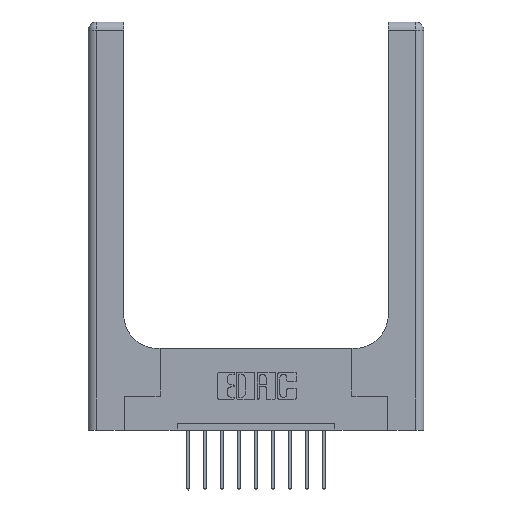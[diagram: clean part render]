
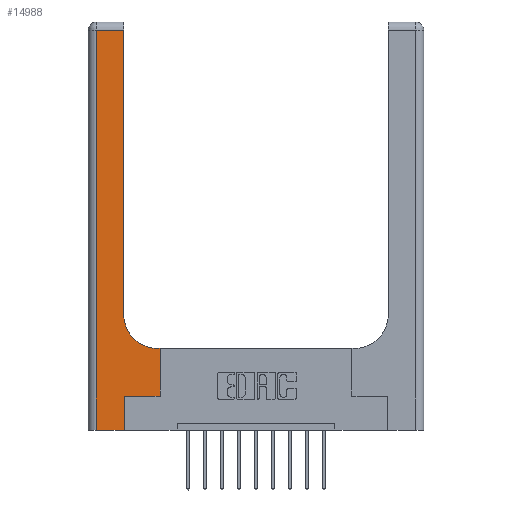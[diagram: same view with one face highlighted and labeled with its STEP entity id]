
A CAD part, top view. The second image highlights one B-rep face of the part: STEP entity #14988.
In plain terms, the highlighted planar face has unit normal (0, 0, 1).
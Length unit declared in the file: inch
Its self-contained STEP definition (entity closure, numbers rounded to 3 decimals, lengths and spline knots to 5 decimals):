
#178 = DIRECTION ( 'NONE',  ( -1., 0., 0. ) ) ;
#217 = CARTESIAN_POINT ( 'NONE',  ( 0.51, 0.85, 0.37 ) ) ;
#401 = DIRECTION ( 'NONE',  ( 1., 0., 0. ) ) ;
#556 = LINE ( 'NONE', #1868, #9584 ) ;
#612 = EDGE_CURVE ( 'NONE', #7554, #1066, #556, .T. ) ;
#764 = CARTESIAN_POINT ( 'NONE',  ( 0., 2.94, 0.37 ) ) ;
#814 = LINE ( 'NONE', #995, #2077 ) ;
#995 = CARTESIAN_POINT ( 'NONE',  ( 0.26, 0.6, 0.37 ) ) ;
#1066 = VERTEX_POINT ( 'NONE', #10272 ) ;
#1246 = CARTESIAN_POINT ( 'NONE',  ( 0.06, 3., 0.37 ) ) ;
#1724 = CARTESIAN_POINT ( 'NONE',  ( 0.06, 2.94, 0.37 ) ) ;
#1868 = CARTESIAN_POINT ( 'NONE',  ( 0.528, 0.25, 0.37 ) ) ;
#1953 = ORIENTED_EDGE ( 'NONE', *, *, #5606, .T. ) ;
#2077 = VECTOR ( 'NONE', #13753, 39.37008 ) ;
#2338 = EDGE_CURVE ( 'NONE', #8178, #10141, #12286, .T. ) ;
#2690 = ORIENTED_EDGE ( 'NONE', *, *, #12591, .T. ) ;
#2958 = EDGE_CURVE ( 'NONE', #13254, #10649, #13711, .T. ) ;
#3148 = EDGE_LOOP ( 'NONE', ( #1953, #5270, #2690, #9276, #11999, #3275, #8473, #7476, #7563 ) ) ;
#3149 = VECTOR ( 'NONE', #14711, 39.37008 ) ;
#3151 = VERTEX_POINT ( 'NONE', #8319 ) ;
#3275 = ORIENTED_EDGE ( 'NONE', *, *, #11616, .T. ) ;
#3510 = DIRECTION ( 'NONE',  ( 0., -1., 0. ) ) ;
#3536 = DIRECTION ( 'NONE',  ( 1., 0., 0. ) ) ;
#3548 = VECTOR ( 'NONE', #5656, 39.37008 ) ;
#3712 = DIRECTION ( 'NONE',  ( 0., 0., -1. ) ) ;
#4741 = CARTESIAN_POINT ( 'NONE',  ( 0., 3., 0.37 ) ) ;
#4772 = VECTOR ( 'NONE', #13422, 39.37008 ) ;
#4843 = LINE ( 'NONE', #764, #12529 ) ;
#5114 = CARTESIAN_POINT ( 'NONE',  ( 0., 0., 0.37 ) ) ;
#5270 = ORIENTED_EDGE ( 'NONE', *, *, #6452, .T. ) ;
#5606 = EDGE_CURVE ( 'NONE', #10141, #6652, #7383, .T. ) ;
#5656 = DIRECTION ( 'NONE',  ( 0., 1., 0. ) ) ;
#6452 = EDGE_CURVE ( 'NONE', #6652, #9109, #4843, .T. ) ;
#6576 = DIRECTION ( 'NONE',  ( 0., 1., 0. ) ) ;
#6652 = VERTEX_POINT ( 'NONE', #9380 ) ;
#7383 = LINE ( 'NONE', #9139, #3548 ) ;
#7476 = ORIENTED_EDGE ( 'NONE', *, *, #14473, .T. ) ;
#7523 = CARTESIAN_POINT ( 'NONE',  ( 0.265, 0., 0.37 ) ) ;
#7554 = VERTEX_POINT ( 'NONE', #9444 ) ;
#7563 = ORIENTED_EDGE ( 'NONE', *, *, #2338, .T. ) ;
#8178 = VERTEX_POINT ( 'NONE', #9379 ) ;
#8230 = DIRECTION ( 'NONE',  ( 0., 0., -1. ) ) ;
#8302 = PLANE ( 'NONE',  #8456 ) ;
#8319 = CARTESIAN_POINT ( 'NONE',  ( 0.265, 0.25, 0.37 ) ) ;
#8456 = AXIS2_PLACEMENT_3D ( 'NONE', #4741, #3712, #178 ) ;
#8473 = ORIENTED_EDGE ( 'NONE', *, *, #612, .T. ) ;
#8899 = EDGE_CURVE ( 'NONE', #10649, #3151, #9194, .T. ) ;
#9109 = VERTEX_POINT ( 'NONE', #1724 ) ;
#9139 = CARTESIAN_POINT ( 'NONE',  ( 0.26, 3., 0.37 ) ) ;
#9194 = LINE ( 'NONE', #7523, #3149 ) ;
#9276 = ORIENTED_EDGE ( 'NONE', *, *, #2958, .T. ) ;
#9379 = CARTESIAN_POINT ( 'NONE',  ( 0.51, 0.6, 0.37 ) ) ;
#9380 = CARTESIAN_POINT ( 'NONE',  ( 0.26, 2.94, 0.37 ) ) ;
#9444 = CARTESIAN_POINT ( 'NONE',  ( 0.528, 0.25, 0.37 ) ) ;
#9584 = VECTOR ( 'NONE', #6576, 39.37008 ) ;
#10141 = VERTEX_POINT ( 'NONE', #14194 ) ;
#10272 = CARTESIAN_POINT ( 'NONE',  ( 0.528, 0.6, 0.37 ) ) ;
#10514 = CARTESIAN_POINT ( 'NONE',  ( 0.06, 0., 0.37 ) ) ;
#10649 = VERTEX_POINT ( 'NONE', #14740 ) ;
#10999 = LINE ( 'NONE', #13383, #4772 ) ;
#11320 = VECTOR ( 'NONE', #3510, 39.37008 ) ;
#11616 = EDGE_CURVE ( 'NONE', #3151, #7554, #10999, .T. ) ;
#11999 = ORIENTED_EDGE ( 'NONE', *, *, #8899, .T. ) ;
#12286 = CIRCLE ( 'NONE', #13881, 0.25 ) ;
#12529 = VECTOR ( 'NONE', #14977, 39.37008 ) ;
#12591 = EDGE_CURVE ( 'NONE', #9109, #13254, #13884, .T. ) ;
#12993 = VECTOR ( 'NONE', #401, 39.37008 ) ;
#13254 = VERTEX_POINT ( 'NONE', #10514 ) ;
#13383 = CARTESIAN_POINT ( 'NONE',  ( 0.265, 0.25, 0.37 ) ) ;
#13422 = DIRECTION ( 'NONE',  ( 1., 0., 0. ) ) ;
#13693 = FACE_OUTER_BOUND ( 'NONE', #3148, .T. ) ;
#13711 = LINE ( 'NONE', #5114, #12993 ) ;
#13753 = DIRECTION ( 'NONE',  ( -1., 0., 0. ) ) ;
#13881 = AXIS2_PLACEMENT_3D ( 'NONE', #217, #8230, #3536 ) ;
#13884 = LINE ( 'NONE', #1246, #11320 ) ;
#14194 = CARTESIAN_POINT ( 'NONE',  ( 0.26, 0.85, 0.37 ) ) ;
#14473 = EDGE_CURVE ( 'NONE', #1066, #8178, #814, .T. ) ;
#14711 = DIRECTION ( 'NONE',  ( 0., 1., 0. ) ) ;
#14740 = CARTESIAN_POINT ( 'NONE',  ( 0.265, 0., 0.37 ) ) ;
#14977 = DIRECTION ( 'NONE',  ( -1., 0., 0. ) ) ;
#14988 = ADVANCED_FACE ( 'NONE', ( #13693 ), #8302, .F. ) ;
